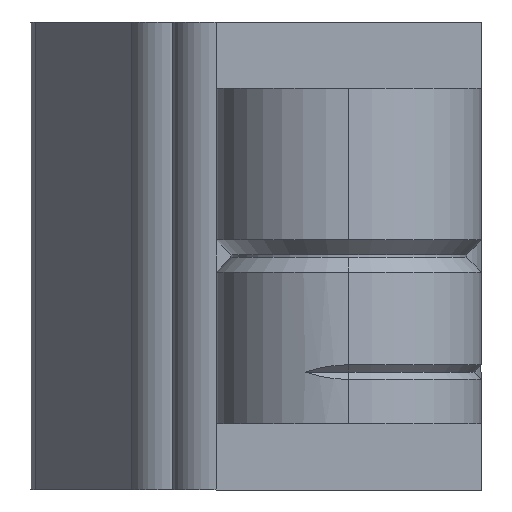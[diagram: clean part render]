
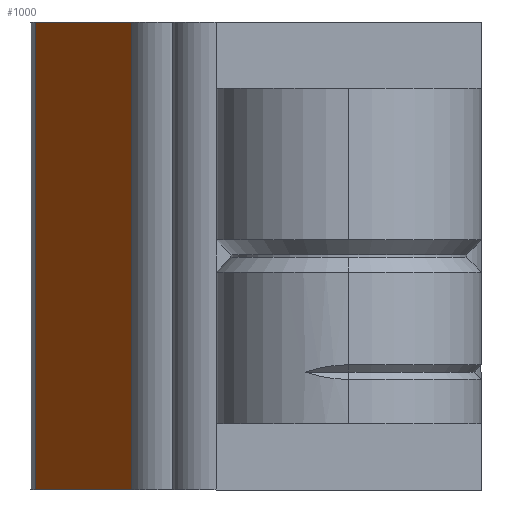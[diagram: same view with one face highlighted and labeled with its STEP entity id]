
A CAD part, front view. The second image highlights one B-rep face of the part: STEP entity #1000.
In plain terms, the highlighted face is planar.
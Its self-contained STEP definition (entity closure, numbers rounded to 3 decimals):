
#97 = FACE_OUTER_BOUND ( 'NONE', #1288, .T. ) ;
#175 = DIRECTION ( 'NONE',  ( 0., 0.966, 0.259 ) ) ;
#277 = LINE ( 'NONE', #9366, #9651 ) ;
#1000 = ADVANCED_FACE ( 'NONE', ( #97 ), #9490, .T. ) ;
#1288 = EDGE_LOOP ( 'NONE', ( #1547, #8999, #7766, #2586 ) ) ;
#1502 = VERTEX_POINT ( 'NONE', #4384 ) ;
#1547 = ORIENTED_EDGE ( 'NONE', *, *, #2069, .F. ) ;
#1797 = CARTESIAN_POINT ( 'NONE',  ( -15.875, 14.751, -71.467 ) ) ;
#1911 = DIRECTION ( 'NONE',  ( 0., 0.259, -0.966 ) ) ;
#1997 = AXIS2_PLACEMENT_3D ( 'NONE', #4836, #175, #5616 ) ;
#2069 = EDGE_CURVE ( 'NONE', #8360, #7297, #5899, .T. ) ;
#2586 = ORIENTED_EDGE ( 'NONE', *, *, #5580, .F. ) ;
#3835 = VECTOR ( 'NONE', #1911, 1000. ) ;
#3918 = DIRECTION ( 'NONE',  ( 1., 0., 0. ) ) ;
#4173 = VERTEX_POINT ( 'NONE', #9017 ) ;
#4296 = VECTOR ( 'NONE', #5311, 1000. ) ;
#4384 = CARTESIAN_POINT ( 'NONE',  ( 15.875, 21.269, -95.793 ) ) ;
#4836 = CARTESIAN_POINT ( 'NONE',  ( -60.596, 14.751, -71.467 ) ) ;
#5047 = EDGE_CURVE ( 'NONE', #8360, #4173, #6733, .T. ) ;
#5271 = DIRECTION ( 'NONE',  ( 1., 0., 0. ) ) ;
#5311 = DIRECTION ( 'NONE',  ( 0., -0.259, 0.966 ) ) ;
#5580 = EDGE_CURVE ( 'NONE', #7297, #1502, #277, .T. ) ;
#5616 = DIRECTION ( 'NONE',  ( 0., -0.259, 0.966 ) ) ;
#5777 = CARTESIAN_POINT ( 'NONE',  ( -15.875, 14.751, -71.467 ) ) ;
#5899 = LINE ( 'NONE', #5777, #3835 ) ;
#6503 = VECTOR ( 'NONE', #5271, 1000. ) ;
#6733 = LINE ( 'NONE', #7584, #6503 ) ;
#7297 = VERTEX_POINT ( 'NONE', #8173 ) ;
#7584 = CARTESIAN_POINT ( 'NONE',  ( -60.596, 14.751, -71.467 ) ) ;
#7623 = CARTESIAN_POINT ( 'NONE',  ( 15.875, 14.751, -71.467 ) ) ;
#7766 = ORIENTED_EDGE ( 'NONE', *, *, #9495, .F. ) ;
#8173 = CARTESIAN_POINT ( 'NONE',  ( -15.875, 21.269, -95.793 ) ) ;
#8360 = VERTEX_POINT ( 'NONE', #1797 ) ;
#8674 = LINE ( 'NONE', #7623, #4296 ) ;
#8999 = ORIENTED_EDGE ( 'NONE', *, *, #5047, .T. ) ;
#9017 = CARTESIAN_POINT ( 'NONE',  ( 15.875, 14.751, -71.467 ) ) ;
#9366 = CARTESIAN_POINT ( 'NONE',  ( -60.596, 21.269, -95.793 ) ) ;
#9490 = PLANE ( 'NONE',  #1997 ) ;
#9495 = EDGE_CURVE ( 'NONE', #1502, #4173, #8674, .T. ) ;
#9651 = VECTOR ( 'NONE', #3918, 1000. ) ;
